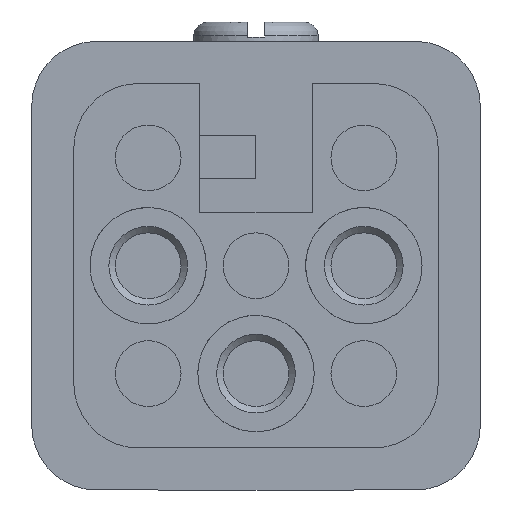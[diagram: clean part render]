
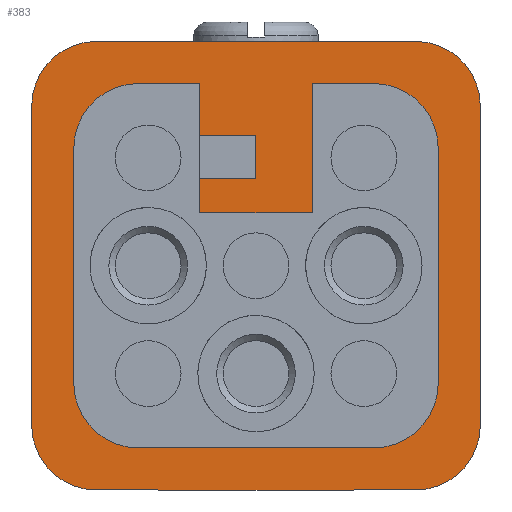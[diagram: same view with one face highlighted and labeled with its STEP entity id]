
A CAD part, front view. The second image highlights one B-rep face of the part: STEP entity #383.
In plain terms, the highlighted planar face has unit normal (0, -1, 0).
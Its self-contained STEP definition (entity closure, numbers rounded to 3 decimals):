
#171=FACE_BOUND('',#619,.T.);
#172=FACE_BOUND('',#620,.T.);
#256=CIRCLE('',#1786,3.);
#258=CIRCLE('',#1790,3.);
#262=CIRCLE('',#1797,3.);
#264=CIRCLE('',#1801,3.);
#270=CIRCLE('',#1814,3.);
#271=CIRCLE('',#1815,3.);
#272=CIRCLE('',#1816,3.);
#273=CIRCLE('',#1817,3.);
#346=B_SPLINE_CURVE_WITH_KNOTS('',3,(#2720,#2721,#2722,#2723),
 .UNSPECIFIED.,.F.,.F.,(4,4),(0.,1.),.UNSPECIFIED.);
#347=B_SPLINE_CURVE_WITH_KNOTS('',3,(#2727,#2728,#2729,#2730),
 .UNSPECIFIED.,.F.,.F.,(4,4),(0.,1.),.UNSPECIFIED.);
#383=ADVANCED_FACE('',(#171,#172),#471,.T.);
#471=PLANE('',#1818);
#619=EDGE_LOOP('',(#837,#838,#839,#840,#841,#842,#843,#844,#845,#846,#847,
#848,#849,#850,#851,#852));
#620=EDGE_LOOP('',(#853,#854,#855,#856,#857,#858,#859,#860,#861,#862,#863,
#864));
#837=ORIENTED_EDGE('',*,*,#1336,.F.);
#838=ORIENTED_EDGE('',*,*,#1339,.T.);
#839=ORIENTED_EDGE('',*,*,#1421,.T.);
#840=ORIENTED_EDGE('',*,*,#1418,.T.);
#841=ORIENTED_EDGE('',*,*,#1415,.T.);
#842=ORIENTED_EDGE('',*,*,#1384,.F.);
#843=ORIENTED_EDGE('',*,*,#1388,.F.);
#844=ORIENTED_EDGE('',*,*,#1390,.F.);
#845=ORIENTED_EDGE('',*,*,#1394,.F.);
#846=ORIENTED_EDGE('',*,*,#1396,.F.);
#847=ORIENTED_EDGE('',*,*,#1402,.F.);
#848=ORIENTED_EDGE('',*,*,#1411,.F.);
#849=ORIENTED_EDGE('',*,*,#1408,.F.);
#850=ORIENTED_EDGE('',*,*,#1405,.F.);
#851=ORIENTED_EDGE('',*,*,#1423,.T.);
#852=ORIENTED_EDGE('',*,*,#1342,.F.);
#853=ORIENTED_EDGE('',*,*,#1427,.T.);
#854=ORIENTED_EDGE('',*,*,#1428,.T.);
#855=ORIENTED_EDGE('',*,*,#1429,.T.);
#856=ORIENTED_EDGE('',*,*,#1430,.T.);
#857=ORIENTED_EDGE('',*,*,#1431,.T.);
#858=ORIENTED_EDGE('',*,*,#1432,.T.);
#859=ORIENTED_EDGE('',*,*,#1433,.T.);
#860=ORIENTED_EDGE('',*,*,#1434,.T.);
#861=ORIENTED_EDGE('',*,*,#1435,.T.);
#862=ORIENTED_EDGE('',*,*,#1436,.T.);
#863=ORIENTED_EDGE('',*,*,#1437,.T.);
#864=ORIENTED_EDGE('',*,*,#1438,.T.);
#1171=VERTEX_POINT('',#2449);
#1173=VERTEX_POINT('',#2452);
#1175=VERTEX_POINT('',#2458);
#1177=VERTEX_POINT('',#2464);
#1218=VERTEX_POINT('',#2616);
#1219=VERTEX_POINT('',#2618);
#1221=VERTEX_POINT('',#2624);
#1223=VERTEX_POINT('',#2630);
#1225=VERTEX_POINT('',#2636);
#1227=VERTEX_POINT('',#2642);
#1231=VERTEX_POINT('',#2653);
#1234=VERTEX_POINT('',#2660);
#1235=VERTEX_POINT('',#2662);
#1237=VERTEX_POINT('',#2668);
#1241=VERTEX_POINT('',#2682);
#1243=VERTEX_POINT('',#2688);
#1247=VERTEX_POINT('',#2704);
#1248=VERTEX_POINT('',#2705);
#1249=VERTEX_POINT('',#2707);
#1250=VERTEX_POINT('',#2709);
#1251=VERTEX_POINT('',#2711);
#1252=VERTEX_POINT('',#2713);
#1253=VERTEX_POINT('',#2715);
#1254=VERTEX_POINT('',#2717);
#1255=VERTEX_POINT('',#2719);
#1256=VERTEX_POINT('',#2724);
#1257=VERTEX_POINT('',#2726);
#1258=VERTEX_POINT('',#2731);
#1336=EDGE_CURVE('',#1171,#1173,#1557,.T.);
#1339=EDGE_CURVE('',#1171,#1175,#1560,.T.);
#1342=EDGE_CURVE('',#1173,#1177,#1563,.T.);
#1384=EDGE_CURVE('',#1218,#1219,#1567,.T.);
#1388=EDGE_CURVE('',#1221,#1218,#256,.T.);
#1390=EDGE_CURVE('',#1223,#1221,#1571,.T.);
#1394=EDGE_CURVE('',#1225,#1223,#258,.T.);
#1396=EDGE_CURVE('',#1227,#1225,#1575,.T.);
#1402=EDGE_CURVE('',#1231,#1227,#262,.T.);
#1405=EDGE_CURVE('',#1234,#1235,#1580,.T.);
#1408=EDGE_CURVE('',#1235,#1237,#264,.T.);
#1411=EDGE_CURVE('',#1237,#1231,#1584,.T.);
#1415=EDGE_CURVE('',#1241,#1219,#1586,.T.);
#1418=EDGE_CURVE('',#1243,#1241,#1589,.T.);
#1421=EDGE_CURVE('',#1175,#1243,#1592,.T.);
#1423=EDGE_CURVE('',#1234,#1177,#1594,.T.);
#1427=EDGE_CURVE('',#1247,#1248,#270,.T.);
#1428=EDGE_CURVE('',#1248,#1249,#1596,.T.);
#1429=EDGE_CURVE('',#1249,#1250,#271,.T.);
#1430=EDGE_CURVE('',#1250,#1251,#1597,.T.);
#1431=EDGE_CURVE('',#1251,#1252,#272,.T.);
#1432=EDGE_CURVE('',#1252,#1253,#1598,.T.);
#1433=EDGE_CURVE('',#1253,#1254,#273,.T.);
#1434=EDGE_CURVE('',#1254,#1255,#1599,.T.);
#1435=EDGE_CURVE('',#1255,#1256,#346,.T.);
#1436=EDGE_CURVE('',#1256,#1257,#1600,.T.);
#1437=EDGE_CURVE('',#1257,#1258,#347,.T.);
#1438=EDGE_CURVE('',#1258,#1247,#1601,.T.);
#1557=LINE('',#2451,#1652);
#1560=LINE('',#2457,#1655);
#1563=LINE('',#2463,#1658);
#1567=LINE('',#2617,#1662);
#1571=LINE('',#2629,#1666);
#1575=LINE('',#2641,#1670);
#1580=LINE('',#2661,#1675);
#1584=LINE('',#2673,#1679);
#1586=LINE('',#2681,#1681);
#1589=LINE('',#2687,#1684);
#1592=LINE('',#2693,#1687);
#1594=LINE('',#2695,#1689);
#1596=LINE('',#2706,#1691);
#1597=LINE('',#2710,#1692);
#1598=LINE('',#2714,#1693);
#1599=LINE('',#2718,#1694);
#1600=LINE('',#2725,#1695);
#1601=LINE('',#2732,#1696);
#1652=VECTOR('',#1951,1.);
#1655=VECTOR('',#1956,1.);
#1658=VECTOR('',#1961,1.);
#1662=VECTOR('',#2037,1.);
#1666=VECTOR('',#2049,1.);
#1670=VECTOR('',#2061,1.);
#1675=VECTOR('',#2080,1.);
#1679=VECTOR('',#2092,1.);
#1681=VECTOR('',#2102,1.);
#1684=VECTOR('',#2107,1.);
#1687=VECTOR('',#2112,1.);
#1689=VECTOR('',#2114,1.);
#1691=VECTOR('',#2126,1.);
#1692=VECTOR('',#2129,1.);
#1693=VECTOR('',#2132,1.);
#1694=VECTOR('',#2135,1.);
#1695=VECTOR('',#2136,1.);
#1696=VECTOR('',#2137,1.);
#1786=AXIS2_PLACEMENT_3D('',#2626,#2043,#2044);
#1790=AXIS2_PLACEMENT_3D('',#2638,#2055,#2056);
#1797=AXIS2_PLACEMENT_3D('',#2655,#2073,#2074);
#1801=AXIS2_PLACEMENT_3D('',#2667,#2085,#2086);
#1814=AXIS2_PLACEMENT_3D('',#2703,#2124,#2125);
#1815=AXIS2_PLACEMENT_3D('',#2708,#2127,#2128);
#1816=AXIS2_PLACEMENT_3D('',#2712,#2130,#2131);
#1817=AXIS2_PLACEMENT_3D('',#2716,#2133,#2134);
#1818=AXIS2_PLACEMENT_3D('',#2733,#2138,#2139);
#1951=DIRECTION('',(0.,0.,1.));
#1956=DIRECTION('',(-1.,0.,0.));
#1961=DIRECTION('',(-1.,0.,0.));
#2037=DIRECTION('',(-1.,0.,0.));
#2043=DIRECTION('',(0.,-1.,0.));
#2044=DIRECTION('',(0.,0.,1.));
#2049=DIRECTION('',(0.,0.,1.));
#2055=DIRECTION('',(0.,-1.,0.));
#2056=DIRECTION('',(0.,0.,1.));
#2061=DIRECTION('',(1.,0.,0.));
#2073=DIRECTION('',(0.,-1.,0.));
#2074=DIRECTION('',(0.,0.,1.));
#2080=DIRECTION('',(-1.,0.,0.));
#2085=DIRECTION('',(0.,-1.,0.));
#2086=DIRECTION('',(0.,0.,1.));
#2092=DIRECTION('',(0.,0.,-1.));
#2102=DIRECTION('',(0.,0.,1.));
#2107=DIRECTION('',(1.,0.,0.));
#2112=DIRECTION('',(0.,0.,-1.));
#2114=DIRECTION('',(0.,0.,-1.));
#2124=DIRECTION('',(0.,-1.,0.));
#2125=DIRECTION('',(0.,0.,-1.));
#2126=DIRECTION('',(0.,0.,1.));
#2127=DIRECTION('',(0.,-1.,0.));
#2128=DIRECTION('',(1.,0.,0.));
#2129=DIRECTION('',(-1.,0.,0.));
#2130=DIRECTION('',(0.,-1.,0.));
#2131=DIRECTION('',(0.,0.,1.));
#2132=DIRECTION('',(0.,0.,-1.));
#2133=DIRECTION('',(0.,-1.,0.));
#2134=DIRECTION('',(-1.,0.,0.));
#2135=DIRECTION('',(1.,0.,0.));
#2136=DIRECTION('',(1.,0.,0.));
#2137=DIRECTION('',(1.,0.,0.));
#2138=DIRECTION('',(0.,-1.,0.));
#2139=DIRECTION('',(1.,0.,0.));
#2449=CARTESIAN_POINT('',(11.721,-8.89,14.448));
#2451=CARTESIAN_POINT('',(11.721,-8.89,0.));
#2452=CARTESIAN_POINT('',(11.721,-8.89,16.448));
#2457=CARTESIAN_POINT('',(9.571,-8.89,14.448));
#2458=CARTESIAN_POINT('',(9.121,-8.89,14.448));
#2463=CARTESIAN_POINT('',(1.321,-8.89,16.448));
#2464=CARTESIAN_POINT('',(9.121,-8.89,16.448));
#2616=CARTESIAN_POINT('',(17.171,-8.89,18.848));
#2617=CARTESIAN_POINT('',(18.171,-8.89,18.848));
#2618=CARTESIAN_POINT('',(14.321,-8.89,18.848));
#2624=CARTESIAN_POINT('',(20.171,-8.89,15.848));
#2626=CARTESIAN_POINT('',(17.171,-8.89,15.848));
#2629=CARTESIAN_POINT('',(20.171,-8.89,3.848));
#2630=CARTESIAN_POINT('',(20.171,-8.89,4.948));
#2636=CARTESIAN_POINT('',(17.171,-8.89,1.948));
#2638=CARTESIAN_POINT('',(17.171,-8.89,4.948));
#2641=CARTESIAN_POINT('',(5.171,-8.89,1.948));
#2642=CARTESIAN_POINT('',(6.271,-8.89,1.948));
#2653=CARTESIAN_POINT('',(3.271,-8.89,4.948));
#2655=CARTESIAN_POINT('',(6.271,-8.89,4.948));
#2660=CARTESIAN_POINT('',(9.121,-8.89,18.848));
#2661=CARTESIAN_POINT('',(18.171,-8.89,18.848));
#2662=CARTESIAN_POINT('',(6.271,-8.89,18.848));
#2667=CARTESIAN_POINT('',(6.271,-8.89,15.848));
#2668=CARTESIAN_POINT('',(3.271,-8.89,15.848));
#2673=CARTESIAN_POINT('',(3.271,-8.89,3.848));
#2681=CARTESIAN_POINT('',(14.321,-8.89,18.848));
#2682=CARTESIAN_POINT('',(14.321,-8.89,12.848));
#2687=CARTESIAN_POINT('',(8.991,-8.89,12.848));
#2688=CARTESIAN_POINT('',(9.121,-8.89,12.848));
#2693=CARTESIAN_POINT('',(9.121,-8.89,18.848));
#2695=CARTESIAN_POINT('',(9.121,-8.89,18.848));
#2703=CARTESIAN_POINT('',(19.121,-8.89,3.));
#2704=CARTESIAN_POINT('',(19.121,-8.89,0.));
#2705=CARTESIAN_POINT('',(22.121,-8.89,3.));
#2706=CARTESIAN_POINT('',(22.121,-8.89,14.95));
#2707=CARTESIAN_POINT('',(22.121,-8.89,17.8));
#2708=CARTESIAN_POINT('',(19.121,-8.89,17.8));
#2709=CARTESIAN_POINT('',(19.121,-8.89,20.8));
#2710=CARTESIAN_POINT('',(19.121,-8.89,20.8));
#2711=CARTESIAN_POINT('',(4.321,-8.89,20.8));
#2712=CARTESIAN_POINT('',(4.321,-8.89,17.8));
#2713=CARTESIAN_POINT('',(1.321,-8.89,17.8));
#2714=CARTESIAN_POINT('',(1.321,-8.89,17.8));
#2715=CARTESIAN_POINT('',(1.321,-8.89,3.));
#2716=CARTESIAN_POINT('',(4.321,-8.89,3.));
#2717=CARTESIAN_POINT('',(4.321,-8.89,0.));
#2718=CARTESIAN_POINT('',(4.321,-8.89,0.));
#2719=CARTESIAN_POINT('',(7.171,-8.89,0.));
#2720=CARTESIAN_POINT('',(7.171,-8.89,0.));
#2721=CARTESIAN_POINT('',(7.188,-8.89,0.));
#2722=CARTESIAN_POINT('',(7.205,-8.89,0.));
#2723=CARTESIAN_POINT('',(7.221,-8.89,0.));
#2724=CARTESIAN_POINT('',(7.221,-8.89,-0.001));
#2725=CARTESIAN_POINT('',(3.321,-8.89,0.));
#2726=CARTESIAN_POINT('',(16.221,-8.89,-0.001));
#2727=CARTESIAN_POINT('',(16.221,-8.89,0.));
#2728=CARTESIAN_POINT('',(16.238,-8.89,0.));
#2729=CARTESIAN_POINT('',(16.255,-8.89,0.));
#2730=CARTESIAN_POINT('',(16.271,-8.89,0.));
#2731=CARTESIAN_POINT('',(16.271,-8.89,0.));
#2732=CARTESIAN_POINT('',(16.271,-8.89,0.));
#2733=CARTESIAN_POINT('',(1.321,-8.89,0.));
